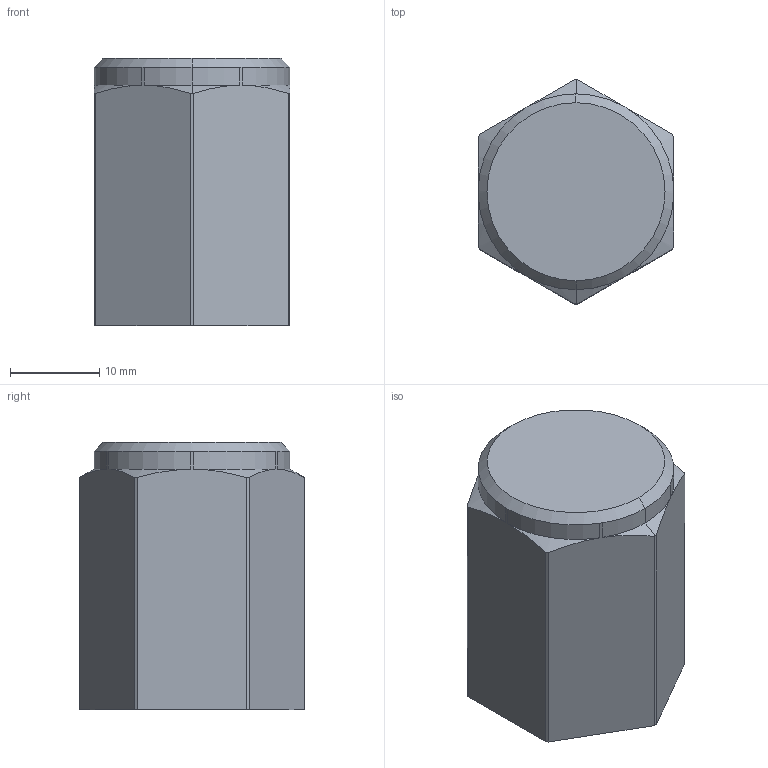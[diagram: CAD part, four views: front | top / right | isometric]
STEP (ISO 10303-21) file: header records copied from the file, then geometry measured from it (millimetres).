
FILE_DESCRIPTION(('STEP AP214'),'1');
FILE_NAME('HALDERN_EH_22690_0303.stp','2017-07-04T09:12:14',('TraceParts'),('TraceParts S.A.'),'Spatial InterOp 3D',' ',' ');
FILE_SCHEMA(('automotive_design'));
Length unit declared in the file: millimetre
Products named in the file (1): HALDERN_EH_22690_0303
Bounding box: 22 x 25.2 x 30 mm (x, y, z)
Volume: 10390.2 mm3; surface area: 3789.8 mm2
Topology: 1 solids, 1 shells, 38 faces, 100 edges, 63 vertices
Faces by surface type: cylinder 16, cone 14, plane 8
Entity records: 1474 total; most frequent: CARTESIAN_POINT 236, DIRECTION 196, ORIENTED_EDGE 196, EDGE_CURVE 98, AXIS2_PLACEMENT_3D 77, VERTEX_POINT 63, LINE 42, VECTOR 42
